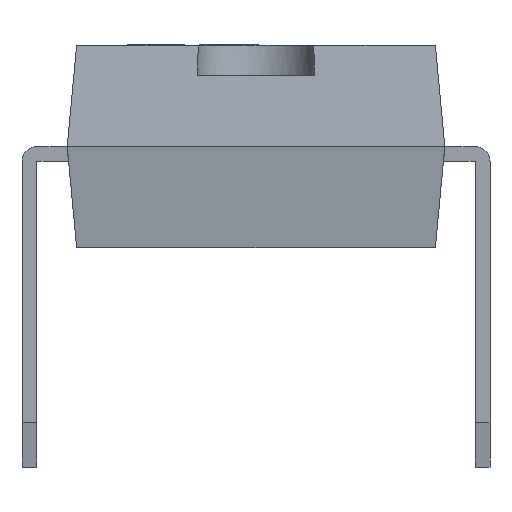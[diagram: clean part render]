
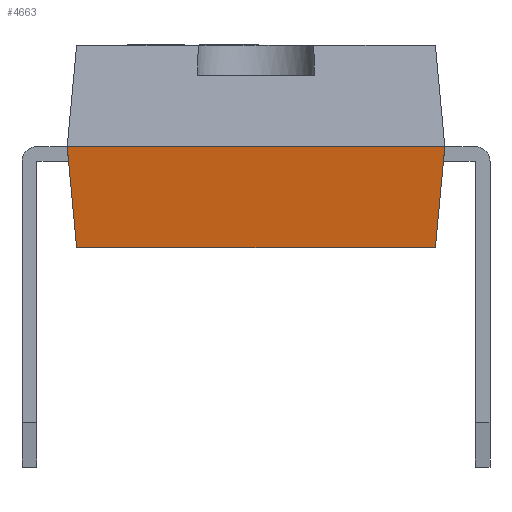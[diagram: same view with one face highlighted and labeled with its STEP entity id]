
A CAD part, front view. The second image highlights one B-rep face of the part: STEP entity #4663.
In plain terms, the highlighted free-form (B-spline) face has degree [1, 1] with [2, 2] control points.
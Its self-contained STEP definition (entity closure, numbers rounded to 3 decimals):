
#1123 = VERTEX_POINT('',#1124);
#1124 = CARTESIAN_POINT('',(-3.175,-4.795,2.21));
#1272 = VERTEX_POINT('',#1273);
#1273 = CARTESIAN_POINT('',(3.175,-4.795,2.21));
#1278 = EDGE_CURVE('',#1123,#1272,#1279,.T.);
#1279 = LINE('',#1280,#1281);
#1280 = CARTESIAN_POINT('',(-3.175,-4.795,2.21));
#1281 = VECTOR('',#1282,1.);
#1282 = DIRECTION('',(1.,0.,0.));
#4499 = EDGE_CURVE('',#1123,#4500,#4502,.T.);
#4500 = VERTEX_POINT('',#4501);
#4501 = CARTESIAN_POINT('',(-3.016,-4.555,0.51));
#4502 = B_SPLINE_CURVE_WITH_KNOTS('',1,(#4503,#4504),.UNSPECIFIED.,.F.,
  .F.,(2,2),(0.,1.),.PIECEWISE_BEZIER_KNOTS.);
#4503 = CARTESIAN_POINT('',(-3.175,-4.795,2.21));
#4504 = CARTESIAN_POINT('',(-3.016,-4.555,0.51));
#4663 = ADVANCED_FACE('',(#4664),#4681,.F.);
#4664 = FACE_BOUND('',#4665,.F.);
#4665 = EDGE_LOOP('',(#4666,#4667,#4674,#4680));
#4666 = ORIENTED_EDGE('',*,*,#1278,.T.);
#4667 = ORIENTED_EDGE('',*,*,#4668,.T.);
#4668 = EDGE_CURVE('',#1272,#4669,#4671,.T.);
#4669 = VERTEX_POINT('',#4670);
#4670 = CARTESIAN_POINT('',(3.016,-4.555,0.51));
#4671 = B_SPLINE_CURVE_WITH_KNOTS('',1,(#4672,#4673),.UNSPECIFIED.,.F.,
  .F.,(2,2),(0.,1.),.PIECEWISE_BEZIER_KNOTS.);
#4672 = CARTESIAN_POINT('',(3.175,-4.795,2.21));
#4673 = CARTESIAN_POINT('',(3.016,-4.555,0.51));
#4674 = ORIENTED_EDGE('',*,*,#4675,.F.);
#4675 = EDGE_CURVE('',#4500,#4669,#4676,.T.);
#4676 = LINE('',#4677,#4678);
#4677 = CARTESIAN_POINT('',(-3.016,-4.555,0.51));
#4678 = VECTOR('',#4679,1.);
#4679 = DIRECTION('',(1.,0.,0.));
#4680 = ORIENTED_EDGE('',*,*,#4499,.F.);
#4681 = B_SPLINE_SURFACE_WITH_KNOTS('',1,1,(
    (#4682,#4683)
    ,(#4684,#4685
    )),.UNSPECIFIED.,.F.,.F.,.F.,(2,2),(2,2),(0.,6.35),(0.,1.),
  .PIECEWISE_BEZIER_KNOTS.);
#4682 = CARTESIAN_POINT('',(-3.175,-4.795,2.21));
#4683 = CARTESIAN_POINT('',(-3.016,-4.555,0.51));
#4684 = CARTESIAN_POINT('',(3.175,-4.795,2.21));
#4685 = CARTESIAN_POINT('',(3.016,-4.555,0.51));
